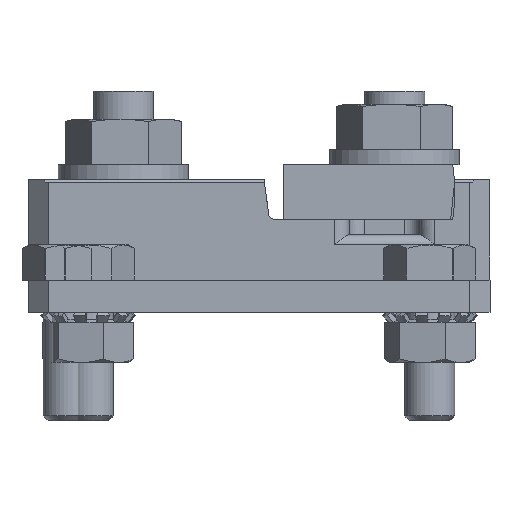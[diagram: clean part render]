
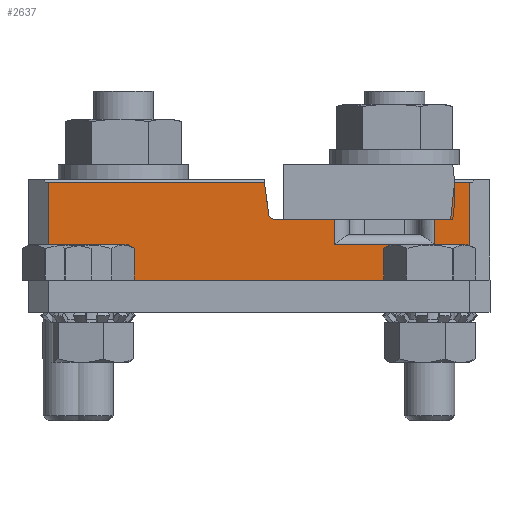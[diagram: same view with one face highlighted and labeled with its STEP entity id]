
A CAD part, front view. The second image highlights one B-rep face of the part: STEP entity #2637.
In plain terms, the highlighted planar face has unit normal (0, -1, 0).
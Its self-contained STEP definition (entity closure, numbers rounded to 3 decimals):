
#14 = VECTOR ( 'NONE', #3817, 1000. ) ;
#23 = CARTESIAN_POINT ( 'NONE',  ( 23., -9., 9.75 ) ) ;
#53 = EDGE_CURVE ( 'NONE', #7631, #707, #7204, .T. ) ;
#105 = LINE ( 'NONE', #6177, #4385 ) ;
#121 = DIRECTION ( 'NONE',  ( -1., 0., 0. ) ) ;
#218 = ORIENTED_EDGE ( 'NONE', *, *, #4403, .T. ) ;
#502 = LINE ( 'NONE', #6313, #4246 ) ;
#507 = CARTESIAN_POINT ( 'NONE',  ( 17.5, -9., 3.5 ) ) ;
#707 = VERTEX_POINT ( 'NONE', #6297 ) ;
#805 = VECTOR ( 'NONE', #7885, 1000. ) ;
#863 = VERTEX_POINT ( 'NONE', #8262 ) ;
#869 = VERTEX_POINT ( 'NONE', #5082 ) ;
#1006 = VECTOR ( 'NONE', #6533, 1000. ) ;
#1098 = DIRECTION ( 'NONE',  ( 1., 0., 0. ) ) ;
#1113 = VECTOR ( 'NONE', #8105, 1000. ) ;
#1211 = ORIENTED_EDGE ( 'NONE', *, *, #5821, .T. ) ;
#1218 = VERTEX_POINT ( 'NONE', #5047 ) ;
#1281 = ORIENTED_EDGE ( 'NONE', *, *, #7815, .T. ) ;
#1288 = CARTESIAN_POINT ( 'NONE',  ( 17.5, -9., 6. ) ) ;
#1306 = CARTESIAN_POINT ( 'NONE',  ( -21., -9., 0. ) ) ;
#1388 = CARTESIAN_POINT ( 'NONE',  ( 0.534, -9., 9.75 ) ) ;
#1557 = CARTESIAN_POINT ( 'NONE',  ( 7.5, -9., 3.5 ) ) ;
#1715 = ORIENTED_EDGE ( 'NONE', *, *, #7671, .T. ) ;
#1815 = VERTEX_POINT ( 'NONE', #7831 ) ;
#2112 = ORIENTED_EDGE ( 'NONE', *, *, #8130, .T. ) ;
#2116 = DIRECTION ( 'NONE',  ( 0.134, 0., -0.991 ) ) ;
#2217 = VECTOR ( 'NONE', #2591, 1000. ) ;
#2531 = CARTESIAN_POINT ( 'NONE',  ( -23., -9., 10. ) ) ;
#2558 = LINE ( 'NONE', #3011, #4790 ) ;
#2591 = DIRECTION ( 'NONE',  ( -1., 0., 0. ) ) ;
#2596 = VERTEX_POINT ( 'NONE', #507 ) ;
#2622 = AXIS2_PLACEMENT_3D ( 'NONE', #2531, #6988, #3173 ) ;
#2637 = ADVANCED_FACE ( 'NONE', ( #4438 ), #8291, .F. ) ;
#2644 = ORIENTED_EDGE ( 'NONE', *, *, #4397, .F. ) ;
#2685 = CARTESIAN_POINT ( 'NONE',  ( -23., -9., 0. ) ) ;
#2712 = EDGE_CURVE ( 'NONE', #3287, #1815, #4038, .T. ) ;
#2742 = CARTESIAN_POINT ( 'NONE',  ( 0.5, -9., 10. ) ) ;
#2917 = LINE ( 'NONE', #5549, #1113 ) ;
#3011 = CARTESIAN_POINT ( 'NONE',  ( -21., -9., 10. ) ) ;
#3057 = DIRECTION ( 'NONE',  ( 0.866, 0., -0.5 ) ) ;
#3173 = DIRECTION ( 'NONE',  ( 0., 0., 1. ) ) ;
#3231 = ORIENTED_EDGE ( 'NONE', *, *, #6590, .F. ) ;
#3287 = VERTEX_POINT ( 'NONE', #1288 ) ;
#3368 = CARTESIAN_POINT ( 'NONE',  ( 23., -9., 9.75 ) ) ;
#3602 = CARTESIAN_POINT ( 'NONE',  ( 21., -9., 0. ) ) ;
#3659 = ORIENTED_EDGE ( 'NONE', *, *, #5234, .T. ) ;
#3763 = VECTOR ( 'NONE', #1098, 1000. ) ;
#3817 = DIRECTION ( 'NONE',  ( 0., 0., 1. ) ) ;
#3895 = LINE ( 'NONE', #7062, #14 ) ;
#3905 = VECTOR ( 'NONE', #6607, 1000. ) ;
#3927 = LINE ( 'NONE', #6502, #805 ) ;
#3958 = LINE ( 'NONE', #2685, #1006 ) ;
#3963 = CARTESIAN_POINT ( 'NONE',  ( 7.5, -9., 3.5 ) ) ;
#4038 = LINE ( 'NONE', #4681, #7610 ) ;
#4040 = LINE ( 'NONE', #1557, #3905 ) ;
#4246 = VECTOR ( 'NONE', #3057, 1000. ) ;
#4310 = VERTEX_POINT ( 'NONE', #7432 ) ;
#4385 = VECTOR ( 'NONE', #8106, 1000. ) ;
#4397 = EDGE_CURVE ( 'NONE', #707, #1218, #502, .T. ) ;
#4403 = EDGE_CURVE ( 'NONE', #8242, #7830, #2558, .T. ) ;
#4438 = FACE_OUTER_BOUND ( 'NONE', #4861, .T. ) ;
#4560 = ORIENTED_EDGE ( 'NONE', *, *, #5246, .T. ) ;
#4681 = CARTESIAN_POINT ( 'NONE',  ( 1.5, -9., 6. ) ) ;
#4790 = VECTOR ( 'NONE', #5606, 1000. ) ;
#4861 = EDGE_LOOP ( 'NONE', ( #4560, #1715, #1281, #3231, #2644, #5905, #1211, #218, #6716, #2112, #3659, #7841, #5467 ) ) ;
#4876 = VERTEX_POINT ( 'NONE', #3963 ) ;
#4924 = LINE ( 'NONE', #7481, #3763 ) ;
#5047 = CARTESIAN_POINT ( 'NONE',  ( 1.5, -9., 6. ) ) ;
#5082 = CARTESIAN_POINT ( 'NONE',  ( 7.5, -9., 6. ) ) ;
#5234 = EDGE_CURVE ( 'NONE', #4310, #863, #6596, .T. ) ;
#5246 = EDGE_CURVE ( 'NONE', #3287, #2596, #105, .T. ) ;
#5266 = DIRECTION ( 'NONE',  ( 1., 0., 0. ) ) ;
#5283 = VERTEX_POINT ( 'NONE', #3602 ) ;
#5467 = ORIENTED_EDGE ( 'NONE', *, *, #2712, .F. ) ;
#5549 = CARTESIAN_POINT ( 'NONE',  ( 21., -9., 10. ) ) ;
#5606 = DIRECTION ( 'NONE',  ( 0., 0., -1. ) ) ;
#5821 = EDGE_CURVE ( 'NONE', #7631, #8242, #5979, .T. ) ;
#5877 = EDGE_CURVE ( 'NONE', #7830, #5283, #3958, .T. ) ;
#5905 = ORIENTED_EDGE ( 'NONE', *, *, #53, .F. ) ;
#5979 = LINE ( 'NONE', #3368, #7044 ) ;
#6177 = CARTESIAN_POINT ( 'NONE',  ( 17.5, -9., 10. ) ) ;
#6297 = CARTESIAN_POINT ( 'NONE',  ( 1., -9., 6.289 ) ) ;
#6313 = CARTESIAN_POINT ( 'NONE',  ( 1., -9., 6.289 ) ) ;
#6390 = EDGE_CURVE ( 'NONE', #1815, #863, #3927, .T. ) ;
#6502 = CARTESIAN_POINT ( 'NONE',  ( 19.08, -9., 6. ) ) ;
#6533 = DIRECTION ( 'NONE',  ( 1., 0., 0. ) ) ;
#6561 = CARTESIAN_POINT ( 'NONE',  ( -21., -9., 9.75 ) ) ;
#6590 = EDGE_CURVE ( 'NONE', #1218, #869, #4924, .T. ) ;
#6596 = LINE ( 'NONE', #23, #2217 ) ;
#6607 = DIRECTION ( 'NONE',  ( -1., 0., 0. ) ) ;
#6716 = ORIENTED_EDGE ( 'NONE', *, *, #5877, .T. ) ;
#6988 = DIRECTION ( 'NONE',  ( 0., 1., 0. ) ) ;
#7044 = VECTOR ( 'NONE', #121, 1000. ) ;
#7062 = CARTESIAN_POINT ( 'NONE',  ( 7.5, -9., 10. ) ) ;
#7204 = LINE ( 'NONE', #2742, #7937 ) ;
#7432 = CARTESIAN_POINT ( 'NONE',  ( 21., -9., 9.75 ) ) ;
#7481 = CARTESIAN_POINT ( 'NONE',  ( 1.5, -9., 6. ) ) ;
#7610 = VECTOR ( 'NONE', #5266, 1000. ) ;
#7631 = VERTEX_POINT ( 'NONE', #1388 ) ;
#7671 = EDGE_CURVE ( 'NONE', #2596, #4876, #4040, .T. ) ;
#7815 = EDGE_CURVE ( 'NONE', #4876, #869, #3895, .T. ) ;
#7830 = VERTEX_POINT ( 'NONE', #1306 ) ;
#7831 = CARTESIAN_POINT ( 'NONE',  ( 19.08, -9., 6. ) ) ;
#7841 = ORIENTED_EDGE ( 'NONE', *, *, #6390, .F. ) ;
#7885 = DIRECTION ( 'NONE',  ( 0.105, 0., 0.995 ) ) ;
#7937 = VECTOR ( 'NONE', #2116, 1000. ) ;
#8105 = DIRECTION ( 'NONE',  ( 0., 0., 1. ) ) ;
#8106 = DIRECTION ( 'NONE',  ( 0., 0., -1. ) ) ;
#8130 = EDGE_CURVE ( 'NONE', #5283, #4310, #2917, .T. ) ;
#8242 = VERTEX_POINT ( 'NONE', #6561 ) ;
#8262 = CARTESIAN_POINT ( 'NONE',  ( 19.474, -9., 9.75 ) ) ;
#8291 = PLANE ( 'NONE',  #2622 ) ;
